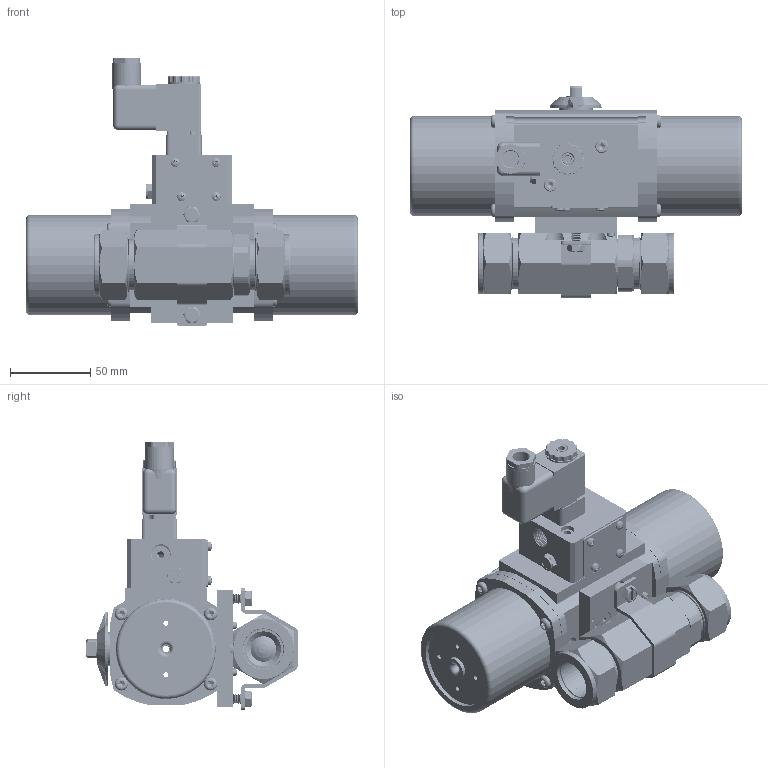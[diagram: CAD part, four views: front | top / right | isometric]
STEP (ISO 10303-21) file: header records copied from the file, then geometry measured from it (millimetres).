
FILE_DESCRIPTION (( 'STEP AP203' ), '1' );
FILE_NAME ('8206XXC16A512SR3GPDS.step', '2018-04-30T17:35:21', ( '' ), ( '' ), 'SwSTEP 2.0', 'SolidWorks 2017', '' );
FILE_SCHEMA (( 'CONFIG_CONTROL_DESIGN' ));
Length unit declared in the file: inch
Products named in the file (1): 8206XXC16A512SR3GPDS
Bounding box: 206.38 x 131.43 x 166.85 mm (x, y, z)
Volume: 610896.3 mm3; surface area: 273275.8 mm2
Topology: 66 solids, 66 shells, 5023 faces, 13086 edges, 8195 vertices
Faces by surface type: cylinder 2547, cone 1335, plane 821, torus 183, bspline 119, sphere 18
Entity records: 190621 total; most frequent: CARTESIAN_POINT 72474, ORIENTED_EDGE 25856, DIRECTION 24750, EDGE_CURVE 12928, AXIS2_PLACEMENT_3D 9945, VERTEX_POINT 8191, EDGE_LOOP 5399, CIRCLE 5040
